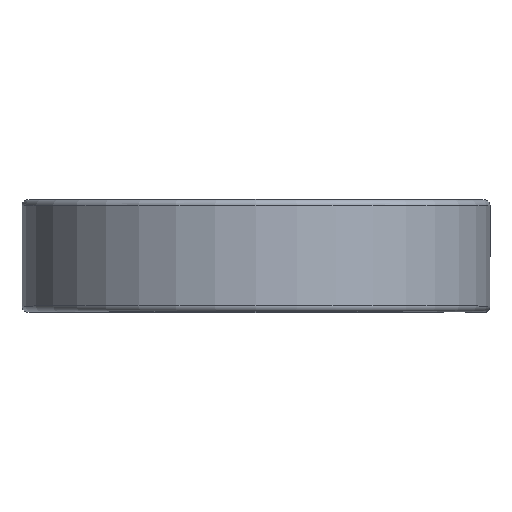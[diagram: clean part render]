
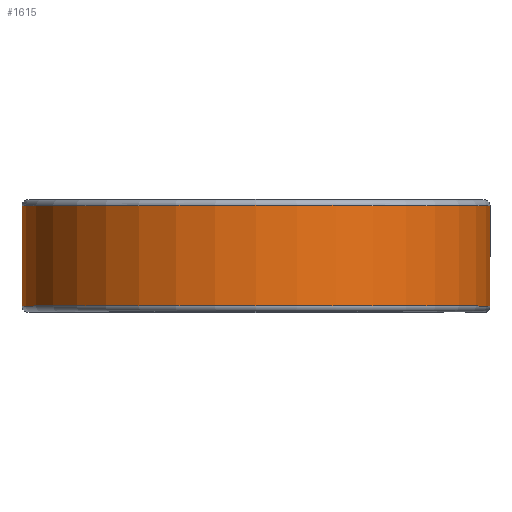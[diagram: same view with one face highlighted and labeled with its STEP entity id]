
A CAD part, top view. The second image highlights one B-rep face of the part: STEP entity #1615.
In plain terms, the highlighted cylindrical face has radius 29.794 mm (diameter 59.588 mm), a partial arc.
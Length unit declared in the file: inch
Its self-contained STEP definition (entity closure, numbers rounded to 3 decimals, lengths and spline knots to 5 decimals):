
#164 = VECTOR ( 'NONE', #2392, 39.37008 ) ;
#213 = CARTESIAN_POINT ( 'NONE',  ( 0., -0.25125, 0. ) ) ;
#367 = DIRECTION ( 'NONE',  ( 0., 0., -1. ) ) ;
#408 = DIRECTION ( 'NONE',  ( 0., 0., -1. ) ) ;
#445 = CARTESIAN_POINT ( 'NONE',  ( 0., 0.25125, -1.173 ) ) ;
#467 = EDGE_LOOP ( 'NONE', ( #1094, #993, #2061, #1949 ) ) ;
#536 = CARTESIAN_POINT ( 'NONE',  ( 0., 0.25, 0. ) ) ;
#641 = EDGE_CURVE ( 'NONE', #927, #912, #1736, .T. ) ;
#767 = AXIS2_PLACEMENT_3D ( 'NONE', #213, #1544, #408 ) ;
#808 = CARTESIAN_POINT ( 'NONE',  ( 1.173, 0.25125, 0. ) ) ;
#828 = EDGE_CURVE ( 'NONE', #927, #1808, #1103, .T. ) ;
#912 = VERTEX_POINT ( 'NONE', #808 ) ;
#927 = VERTEX_POINT ( 'NONE', #2146 ) ;
#959 = CARTESIAN_POINT ( 'NONE',  ( 0., -0.25125, -1.173 ) ) ;
#969 = DIRECTION ( 'NONE',  ( 0., -1., 0. ) ) ;
#993 = ORIENTED_EDGE ( 'NONE', *, *, #1809, .T. ) ;
#998 = EDGE_CURVE ( 'NONE', #1808, #2332, #2336, .T. ) ;
#1094 = ORIENTED_EDGE ( 'NONE', *, *, #641, .T. ) ;
#1103 = CIRCLE ( 'NONE', #767, 1.173 ) ;
#1109 = CYLINDRICAL_SURFACE ( 'NONE', #1518, 1.173 ) ;
#1336 = VECTOR ( 'NONE', #1784, 39.37008 ) ;
#1433 = CARTESIAN_POINT ( 'NONE',  ( 1.173, 0.25125, 0. ) ) ;
#1473 = AXIS2_PLACEMENT_3D ( 'NONE', #2108, #969, #2304 ) ;
#1518 = AXIS2_PLACEMENT_3D ( 'NONE', #536, #2041, #367 ) ;
#1544 = DIRECTION ( 'NONE',  ( 0., -1., 0. ) ) ;
#1615 = ADVANCED_FACE ( 'NONE', ( #2344 ), #1109, .T. ) ;
#1632 = CIRCLE ( 'NONE', #1473, 1.173 ) ;
#1736 = LINE ( 'NONE', #1433, #164 ) ;
#1784 = DIRECTION ( 'NONE',  ( 0., 1., 0. ) ) ;
#1808 = VERTEX_POINT ( 'NONE', #959 ) ;
#1809 = EDGE_CURVE ( 'NONE', #912, #2332, #1632, .T. ) ;
#1949 = ORIENTED_EDGE ( 'NONE', *, *, #828, .F. ) ;
#2041 = DIRECTION ( 'NONE',  ( 0., -1., 0. ) ) ;
#2061 = ORIENTED_EDGE ( 'NONE', *, *, #998, .F. ) ;
#2108 = CARTESIAN_POINT ( 'NONE',  ( 0., 0.25125, 0. ) ) ;
#2146 = CARTESIAN_POINT ( 'NONE',  ( 1.173, -0.25125, 0. ) ) ;
#2182 = CARTESIAN_POINT ( 'NONE',  ( 0., 0.25125, -1.173 ) ) ;
#2304 = DIRECTION ( 'NONE',  ( 0., 0., -1. ) ) ;
#2332 = VERTEX_POINT ( 'NONE', #2182 ) ;
#2336 = LINE ( 'NONE', #445, #1336 ) ;
#2344 = FACE_OUTER_BOUND ( 'NONE', #467, .T. ) ;
#2392 = DIRECTION ( 'NONE',  ( 0., 1., 0. ) ) ;
